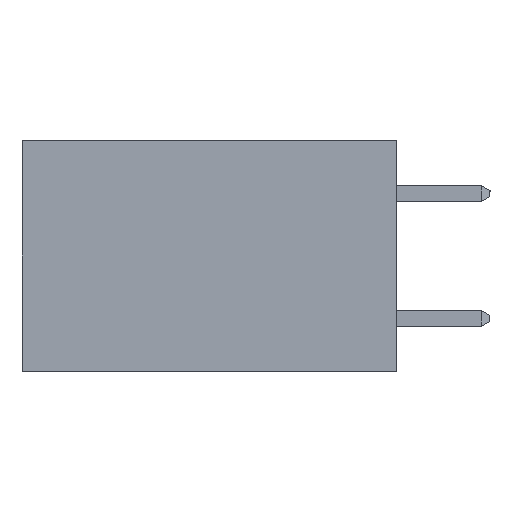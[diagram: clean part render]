
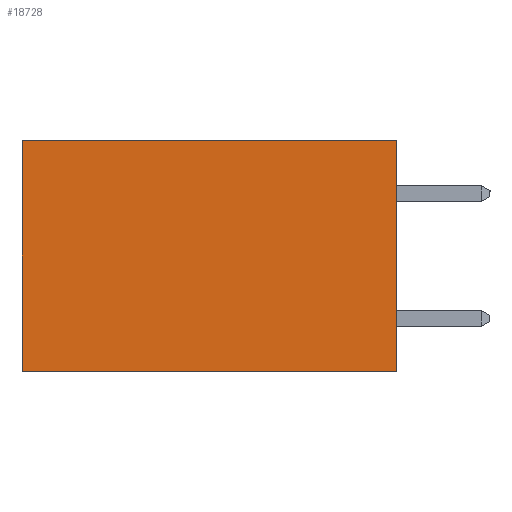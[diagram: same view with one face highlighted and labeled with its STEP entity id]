
A CAD part, left-side view. The second image highlights one B-rep face of the part: STEP entity #18728.
In plain terms, the highlighted planar face has unit normal (-1, 0, 0).
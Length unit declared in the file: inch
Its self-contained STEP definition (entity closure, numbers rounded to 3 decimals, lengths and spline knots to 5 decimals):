
#17 = VECTOR ( 'NONE', #22080, 39.37008 ) ;
#1651 = ORIENTED_EDGE ( 'NONE', *, *, #13760, .T. ) ;
#1834 = VERTEX_POINT ( 'NONE', #22910 ) ;
#2025 = EDGE_CURVE ( 'NONE', #19418, #10536, #5228, .T. ) ;
#2790 = EDGE_LOOP ( 'NONE', ( #1651, #22753, #20434, #15831 ) ) ;
#5228 = LINE ( 'NONE', #10018, #17 ) ;
#6848 = AXIS2_PLACEMENT_3D ( 'NONE', #8459, #21963, #10427 ) ;
#7170 = EDGE_CURVE ( 'NONE', #19075, #1834, #13636, .T. ) ;
#7758 = CARTESIAN_POINT ( 'NONE',  ( 0.298, 0.6, -0.37 ) ) ;
#8043 = VECTOR ( 'NONE', #12299, 39.37008 ) ;
#8428 = CARTESIAN_POINT ( 'NONE',  ( 0.298, 0., -0.37 ) ) ;
#8433 = VECTOR ( 'NONE', #12738, 39.37008 ) ;
#8459 = CARTESIAN_POINT ( 'NONE',  ( 0.298, 0., 0. ) ) ;
#8694 = DIRECTION ( 'NONE',  ( 0., 0., -1. ) ) ;
#9351 = LINE ( 'NONE', #22168, #19019 ) ;
#10018 = CARTESIAN_POINT ( 'NONE',  ( 0.298, 0., -0.37 ) ) ;
#10427 = DIRECTION ( 'NONE',  ( 0., 0., -1. ) ) ;
#10536 = VERTEX_POINT ( 'NONE', #7758 ) ;
#12299 = DIRECTION ( 'NONE',  ( 0., 0., -1. ) ) ;
#12422 = EDGE_CURVE ( 'NONE', #19075, #19418, #9351, .T. ) ;
#12466 = FACE_OUTER_BOUND ( 'NONE', #2790, .T. ) ;
#12738 = DIRECTION ( 'NONE',  ( 0., 1., 0. ) ) ;
#13636 = LINE ( 'NONE', #16959, #8433 ) ;
#13760 = EDGE_CURVE ( 'NONE', #1834, #10536, #18950, .T. ) ;
#14264 = CARTESIAN_POINT ( 'NONE',  ( 0.298, 0.6, 0. ) ) ;
#15831 = ORIENTED_EDGE ( 'NONE', *, *, #7170, .T. ) ;
#16959 = CARTESIAN_POINT ( 'NONE',  ( 0.298, 0., 0. ) ) ;
#18728 = ADVANCED_FACE ( 'NONE', ( #12466 ), #20031, .F. ) ;
#18950 = LINE ( 'NONE', #14264, #8043 ) ;
#19019 = VECTOR ( 'NONE', #8694, 39.37008 ) ;
#19075 = VERTEX_POINT ( 'NONE', #24722 ) ;
#19418 = VERTEX_POINT ( 'NONE', #8428 ) ;
#20031 = PLANE ( 'NONE',  #6848 ) ;
#20434 = ORIENTED_EDGE ( 'NONE', *, *, #12422, .F. ) ;
#21963 = DIRECTION ( 'NONE',  ( 1., 0., 0. ) ) ;
#22080 = DIRECTION ( 'NONE',  ( 0., 1., 0. ) ) ;
#22168 = CARTESIAN_POINT ( 'NONE',  ( 0.298, 0., 0. ) ) ;
#22753 = ORIENTED_EDGE ( 'NONE', *, *, #2025, .F. ) ;
#22910 = CARTESIAN_POINT ( 'NONE',  ( 0.298, 0.6, 0. ) ) ;
#24722 = CARTESIAN_POINT ( 'NONE',  ( 0.298, 0., 0. ) ) ;
